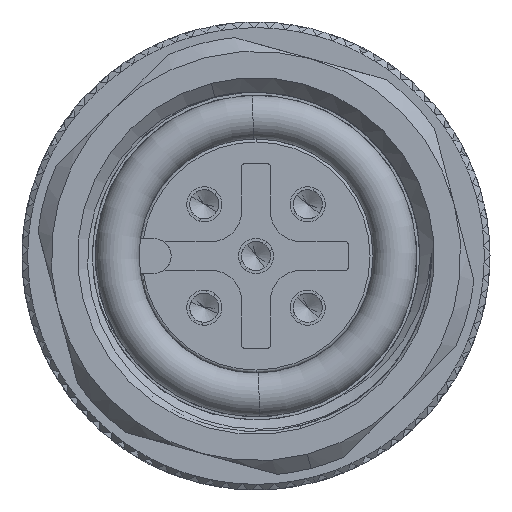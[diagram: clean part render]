
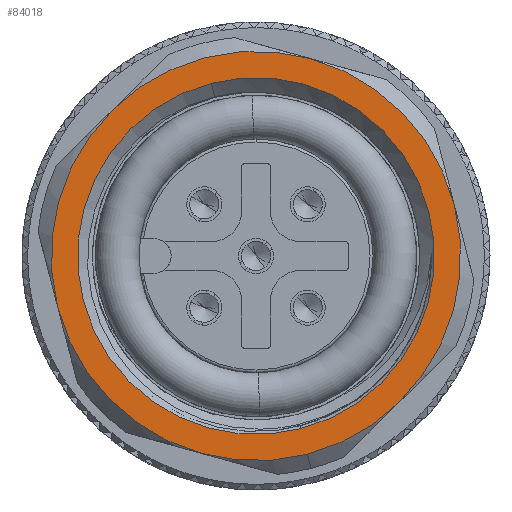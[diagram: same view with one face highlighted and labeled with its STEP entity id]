
A CAD part, left-side view. The second image highlights one B-rep face of the part: STEP entity #84018.
In plain terms, the highlighted planar face has unit normal (-1, 0, 0).
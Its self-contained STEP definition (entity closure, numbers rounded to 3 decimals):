
#489 = DIRECTION ( 'NONE',  ( 1., 0., 0. ) ) ;
#603 = CARTESIAN_POINT ( 'NONE',  ( 0., 0., 0. ) ) ;
#753 = EDGE_CURVE ( 'NONE', #54932, #13323, #53537, .T. ) ;
#837 = DIRECTION ( 'NONE',  ( 1., 0., 0. ) ) ;
#1105 = CIRCLE ( 'NONE', #12085, 7. ) ;
#1439 = CIRCLE ( 'NONE', #60405, 7. ) ;
#2032 = CARTESIAN_POINT ( 'NONE',  ( 0., 0., 0. ) ) ;
#2431 = CARTESIAN_POINT ( 'NONE',  ( 0., 0., 0. ) ) ;
#6093 = AXIS2_PLACEMENT_3D ( 'NONE', #38372, #837, #14581 ) ;
#6873 = CIRCLE ( 'NONE', #35740, 6.1 ) ;
#6978 = EDGE_CURVE ( 'NONE', #22138, #22472, #38386, .T. ) ;
#8559 = EDGE_CURVE ( 'NONE', #61396, #74489, #1439, .T. ) ;
#8943 = ORIENTED_EDGE ( 'NONE', *, *, #24886, .T. ) ;
#11374 = AXIS2_PLACEMENT_3D ( 'NONE', #2032, #80130, #60426 ) ;
#12085 = AXIS2_PLACEMENT_3D ( 'NONE', #41621, #20613, #47639 ) ;
#13323 = VERTEX_POINT ( 'NONE', #25207 ) ;
#13499 = CARTESIAN_POINT ( 'NONE',  ( 0., 0., 0. ) ) ;
#13663 = ORIENTED_EDGE ( 'NONE', *, *, #6978, .T. ) ;
#14581 = DIRECTION ( 'NONE',  ( 0., 0., -1. ) ) ;
#15738 = EDGE_LOOP ( 'NONE', ( #55784, #8943, #32432, #82534, #54206, #46255, #45692 ) ) ;
#17474 = VERTEX_POINT ( 'NONE', #47717 ) ;
#18345 = AXIS2_PLACEMENT_3D ( 'NONE', #22786, #74625, #36531 ) ;
#19431 = AXIS2_PLACEMENT_3D ( 'NONE', #13499, #58600, #25618 ) ;
#19618 = CIRCLE ( 'NONE', #11374, 7. ) ;
#19831 = CARTESIAN_POINT ( 'NONE',  ( 0., -7., 0. ) ) ;
#20613 = DIRECTION ( 'NONE',  ( -1., 0., 0. ) ) ;
#21055 = FACE_OUTER_BOUND ( 'NONE', #15738, .T. ) ;
#21063 = CARTESIAN_POINT ( 'NONE',  ( 0., 0., 0. ) ) ;
#22138 = VERTEX_POINT ( 'NONE', #82904 ) ;
#22442 = CIRCLE ( 'NONE', #18345, 7. ) ;
#22472 = VERTEX_POINT ( 'NONE', #44269 ) ;
#22484 = ORIENTED_EDGE ( 'NONE', *, *, #26208, .T. ) ;
#22786 = CARTESIAN_POINT ( 'NONE',  ( 0., 0., 0. ) ) ;
#23504 = DIRECTION ( 'NONE',  ( -1., 0., 0. ) ) ;
#24652 = CARTESIAN_POINT ( 'NONE',  ( 0., 0., -7. ) ) ;
#24886 = EDGE_CURVE ( 'NONE', #13323, #61396, #19618, .T. ) ;
#25207 = CARTESIAN_POINT ( 'NONE',  ( 0., 3.5, -6.062 ) ) ;
#25618 = DIRECTION ( 'NONE',  ( 0., 0., -1. ) ) ;
#26208 = EDGE_CURVE ( 'NONE', #22472, #22138, #6873, .T. ) ;
#27436 = EDGE_LOOP ( 'NONE', ( #13663, #22484 ) ) ;
#27762 = EDGE_CURVE ( 'NONE', #17474, #34042, #1105, .T. ) ;
#32432 = ORIENTED_EDGE ( 'NONE', *, *, #8559, .T. ) ;
#34042 = VERTEX_POINT ( 'NONE', #80160 ) ;
#34264 = CIRCLE ( 'NONE', #47971, 7. ) ;
#34504 = CIRCLE ( 'NONE', #19431, 7. ) ;
#35740 = AXIS2_PLACEMENT_3D ( 'NONE', #603, #66248, #72663 ) ;
#36531 = DIRECTION ( 'NONE',  ( 0., 0., -1. ) ) ;
#38372 = CARTESIAN_POINT ( 'NONE',  ( 0., 5.6, 0. ) ) ;
#38386 = CIRCLE ( 'NONE', #82193, 6.1 ) ;
#41621 = CARTESIAN_POINT ( 'NONE',  ( 0., 0., 0. ) ) ;
#42399 = VERTEX_POINT ( 'NONE', #19831 ) ;
#44269 = CARTESIAN_POINT ( 'NONE',  ( 0., 0., -6.1 ) ) ;
#45692 = ORIENTED_EDGE ( 'NONE', *, *, #62341, .T. ) ;
#46255 = ORIENTED_EDGE ( 'NONE', *, *, #27762, .T. ) ;
#47221 = PLANE ( 'NONE',  #6093 ) ;
#47230 = DIRECTION ( 'NONE',  ( 0., 0., -1. ) ) ;
#47639 = DIRECTION ( 'NONE',  ( 0., 0., -1. ) ) ;
#47654 = DIRECTION ( 'NONE',  ( -1., 0., 0. ) ) ;
#47717 = CARTESIAN_POINT ( 'NONE',  ( 0., -3.5, 6.062 ) ) ;
#47971 = AXIS2_PLACEMENT_3D ( 'NONE', #21063, #47654, #47230 ) ;
#49653 = DIRECTION ( 'NONE',  ( 0., 0., -1. ) ) ;
#49946 = CARTESIAN_POINT ( 'NONE',  ( 0., 0., 0. ) ) ;
#51617 = CARTESIAN_POINT ( 'NONE',  ( 0., 0., 0. ) ) ;
#52863 = DIRECTION ( 'NONE',  ( 0., 0., -1. ) ) ;
#53537 = CIRCLE ( 'NONE', #60337, 7. ) ;
#54206 = ORIENTED_EDGE ( 'NONE', *, *, #69115, .T. ) ;
#54932 = VERTEX_POINT ( 'NONE', #79194 ) ;
#55784 = ORIENTED_EDGE ( 'NONE', *, *, #753, .T. ) ;
#57237 = DIRECTION ( 'NONE',  ( -1., 0., 0. ) ) ;
#58600 = DIRECTION ( 'NONE',  ( -1., 0., 0. ) ) ;
#60337 = AXIS2_PLACEMENT_3D ( 'NONE', #2431, #23504, #49653 ) ;
#60405 = AXIS2_PLACEMENT_3D ( 'NONE', #49946, #57237, #69650 ) ;
#60426 = DIRECTION ( 'NONE',  ( 0., 0., -1. ) ) ;
#61396 = VERTEX_POINT ( 'NONE', #24652 ) ;
#62341 = EDGE_CURVE ( 'NONE', #34042, #54932, #34264, .T. ) ;
#63578 = CARTESIAN_POINT ( 'NONE',  ( 0., -3.5, -6.062 ) ) ;
#66248 = DIRECTION ( 'NONE',  ( 1., 0., 0. ) ) ;
#69115 = EDGE_CURVE ( 'NONE', #42399, #17474, #34504, .T. ) ;
#69650 = DIRECTION ( 'NONE',  ( 0., 0., -1. ) ) ;
#72663 = DIRECTION ( 'NONE',  ( 0., 0., -1. ) ) ;
#74489 = VERTEX_POINT ( 'NONE', #63578 ) ;
#74625 = DIRECTION ( 'NONE',  ( -1., 0., 0. ) ) ;
#79194 = CARTESIAN_POINT ( 'NONE',  ( 0., 7., 0. ) ) ;
#80130 = DIRECTION ( 'NONE',  ( -1., 0., 0. ) ) ;
#80160 = CARTESIAN_POINT ( 'NONE',  ( 0., 3.5, 6.062 ) ) ;
#80634 = FACE_BOUND ( 'NONE', #27436, .T. ) ;
#82193 = AXIS2_PLACEMENT_3D ( 'NONE', #51617, #489, #52863 ) ;
#82270 = EDGE_CURVE ( 'NONE', #74489, #42399, #22442, .T. ) ;
#82534 = ORIENTED_EDGE ( 'NONE', *, *, #82270, .T. ) ;
#82904 = CARTESIAN_POINT ( 'NONE',  ( 0., 0., 6.1 ) ) ;
#84018 = ADVANCED_FACE ( 'NONE', ( #80634, #21055 ), #47221, .F. ) ;
